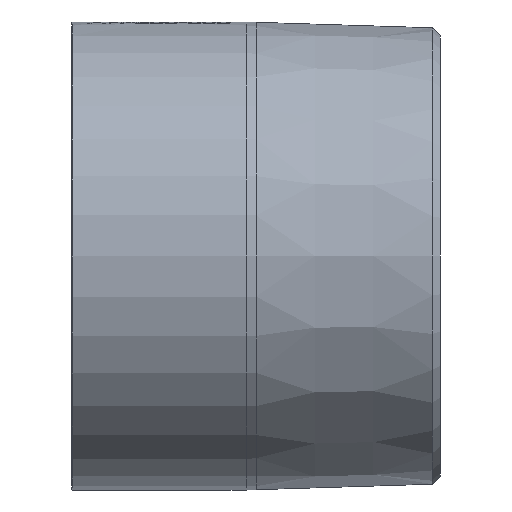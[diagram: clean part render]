
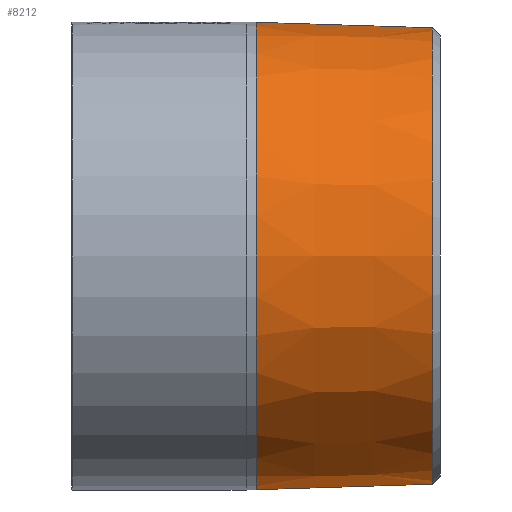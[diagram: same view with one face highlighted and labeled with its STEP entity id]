
A CAD part, front view. The second image highlights one B-rep face of the part: STEP entity #8212.
In plain terms, the highlighted conical face has half-angle 1.79 degrees and reference radius 43.94 mm.
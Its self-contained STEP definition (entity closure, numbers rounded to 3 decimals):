
#121 = DIRECTION ( 'NONE',  ( 0., 0., 1. ) ) ;
#621 = DIRECTION ( 'NONE',  ( 0., 0., 1. ) ) ;
#1836 = CARTESIAN_POINT ( 'NONE',  ( 49.4, 0., 0. ) ) ;
#2006 = CARTESIAN_POINT ( 'NONE',  ( 49.4, 0., 43.94 ) ) ;
#2149 = AXIS2_PLACEMENT_3D ( 'NONE', #10067, #11966, #621 ) ;
#2553 = CARTESIAN_POINT ( 'NONE',  ( 68.472, 0., -43.344 ) ) ;
#2980 = CARTESIAN_POINT ( 'NONE',  ( 35., 0., -44.39 ) ) ;
#3396 = EDGE_CURVE ( 'NONE', #3607, #19846, #17374, .T. ) ;
#3607 = VERTEX_POINT ( 'NONE', #19758 ) ;
#4067 = EDGE_CURVE ( 'NONE', #20835, #3607, #15923, .T. ) ;
#4538 = AXIS2_PLACEMENT_3D ( 'NONE', #1836, #13358, #121 ) ;
#4835 = ORIENTED_EDGE ( 'NONE', *, *, #3396, .T. ) ;
#5166 = CARTESIAN_POINT ( 'NONE',  ( 35., 0., 44.39 ) ) ;
#6835 = AXIS2_PLACEMENT_3D ( 'NONE', #9227, #16672, #12694 ) ;
#7763 = DIRECTION ( 'NONE',  ( -1., 0., 0.031 ) ) ;
#8030 = ORIENTED_EDGE ( 'NONE', *, *, #4067, .T. ) ;
#8212 = ADVANCED_FACE ( 'NONE', ( #10753 ), #15219, .T. ) ;
#8307 = ORIENTED_EDGE ( 'NONE', *, *, #19754, .F. ) ;
#9227 = CARTESIAN_POINT ( 'NONE',  ( 35., 0., 0. ) ) ;
#10067 = CARTESIAN_POINT ( 'NONE',  ( 68.472, 0., 0. ) ) ;
#10477 = DIRECTION ( 'NONE',  ( -1., 0., -0.031 ) ) ;
#10753 = FACE_OUTER_BOUND ( 'NONE', #20505, .T. ) ;
#10982 = ORIENTED_EDGE ( 'NONE', *, *, #16747, .F. ) ;
#11966 = DIRECTION ( 'NONE',  ( -1., 0., 0. ) ) ;
#12694 = DIRECTION ( 'NONE',  ( 0., 0., 1. ) ) ;
#13358 = DIRECTION ( 'NONE',  ( -1., 0., 0. ) ) ;
#13848 = VECTOR ( 'NONE', #7763, 1000. ) ;
#14879 = VERTEX_POINT ( 'NONE', #2980 ) ;
#15219 = CONICAL_SURFACE ( 'NONE', #4538, 43.94, 0.031 ) ;
#15603 = CARTESIAN_POINT ( 'NONE',  ( 49.4, 0., -43.94 ) ) ;
#15923 = CIRCLE ( 'NONE', #2149, 43.344 ) ;
#16672 = DIRECTION ( 'NONE',  ( -1., 0., 0. ) ) ;
#16747 = EDGE_CURVE ( 'NONE', #20835, #14879, #17430, .T. ) ;
#17374 = LINE ( 'NONE', #2006, #13848 ) ;
#17430 = LINE ( 'NONE', #15603, #23387 ) ;
#19754 = EDGE_CURVE ( 'NONE', #14879, #19846, #22102, .T. ) ;
#19758 = CARTESIAN_POINT ( 'NONE',  ( 68.472, 0., 43.344 ) ) ;
#19846 = VERTEX_POINT ( 'NONE', #5166 ) ;
#20505 = EDGE_LOOP ( 'NONE', ( #10982, #8030, #4835, #8307 ) ) ;
#20835 = VERTEX_POINT ( 'NONE', #2553 ) ;
#22102 = CIRCLE ( 'NONE', #6835, 44.39 ) ;
#23387 = VECTOR ( 'NONE', #10477, 1000. ) ;
